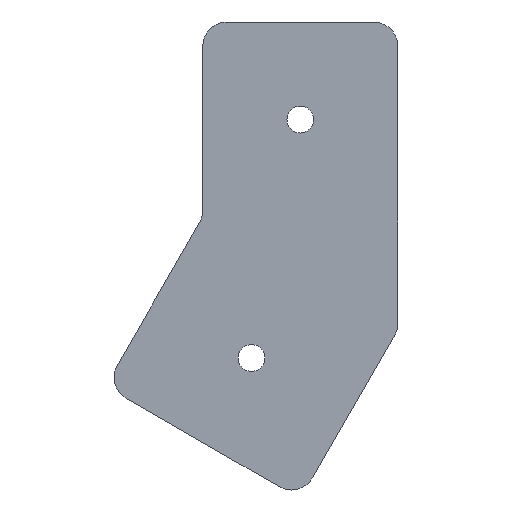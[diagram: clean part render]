
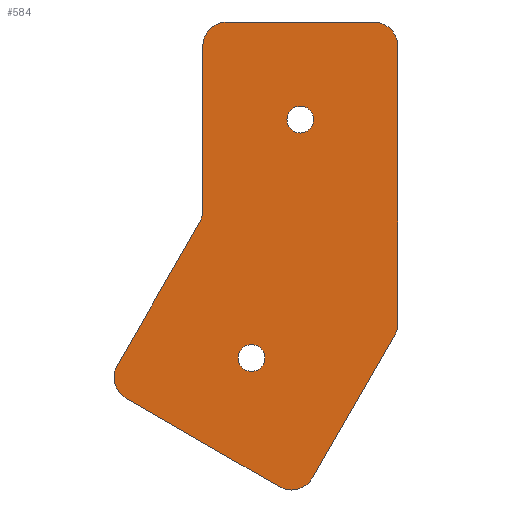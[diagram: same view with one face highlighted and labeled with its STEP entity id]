
A CAD part, front view. The second image highlights one B-rep face of the part: STEP entity #584.
In plain terms, the highlighted planar face has unit normal (0, -1, 0).
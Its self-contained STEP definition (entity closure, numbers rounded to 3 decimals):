
#5 = CIRCLE ( 'NONE', #61, 2.75 ) ;
#6 = VECTOR ( 'NONE', #613, 1000. ) ;
#11 = VERTEX_POINT ( 'NONE', #393 ) ;
#13 = DIRECTION ( 'NONE',  ( -0.866, 0., 0.5 ) ) ;
#15 = DIRECTION ( 'NONE',  ( 0., 1., 0. ) ) ;
#16 = ORIENTED_EDGE ( 'NONE', *, *, #278, .F. ) ;
#17 = EDGE_CURVE ( 'NONE', #614, #92, #583, .T. ) ;
#25 = ORIENTED_EDGE ( 'NONE', *, *, #86, .T. ) ;
#42 = DIRECTION ( 'NONE',  ( 1., 0., 0. ) ) ;
#44 = CARTESIAN_POINT ( 'NONE',  ( 0., 0., 0. ) ) ;
#47 = DIRECTION ( 'NONE',  ( 0., 0., -1. ) ) ;
#49 = CIRCLE ( 'NONE', #598, 5. ) ;
#59 = DIRECTION ( 'NONE',  ( 0., 0., 1. ) ) ;
#60 = EDGE_LOOP ( 'NONE', ( #430, #71, #355, #238, #567, #563, #284, #509, #419, #434, #16, #605 ) ) ;
#61 = AXIS2_PLACEMENT_3D ( 'NONE', #122, #15, #262 ) ;
#62 = VECTOR ( 'NONE', #252, 1000. ) ;
#64 = VERTEX_POINT ( 'NONE', #316 ) ;
#70 = LINE ( 'NONE', #44, #174 ) ;
#71 = ORIENTED_EDGE ( 'NONE', *, *, #243, .T. ) ;
#73 = AXIS2_PLACEMENT_3D ( 'NONE', #135, #334, #418 ) ;
#76 = CARTESIAN_POINT ( 'NONE',  ( 40., 0., -61.754 ) ) ;
#78 = DIRECTION ( 'NONE',  ( 0., 0., -1. ) ) ;
#83 = DIRECTION ( 'NONE',  ( 0., 0., -1. ) ) ;
#85 = VERTEX_POINT ( 'NONE', #459 ) ;
#86 = EDGE_CURVE ( 'NONE', #375, #397, #5, .T. ) ;
#88 = CARTESIAN_POINT ( 'NONE',  ( 0., 0., -40. ) ) ;
#89 = VERTEX_POINT ( 'NONE', #76 ) ;
#92 = VERTEX_POINT ( 'NONE', #411 ) ;
#93 = AXIS2_PLACEMENT_3D ( 'NONE', #579, #300, #59 ) ;
#94 = EDGE_CURVE ( 'NONE', #614, #85, #49, .T. ) ;
#105 = CARTESIAN_POINT ( 'NONE',  ( 35., 0., 0. ) ) ;
#120 = DIRECTION ( 'NONE',  ( 0., 0., -1. ) ) ;
#121 = CARTESIAN_POINT ( 'NONE',  ( 15.67, 0., -95.235 ) ) ;
#122 = CARTESIAN_POINT ( 'NONE',  ( 10., 0., -68.868 ) ) ;
#124 = CIRCLE ( 'NONE', #492, 2.75 ) ;
#129 = DIRECTION ( 'NONE',  ( -0.5, 0., -0.866 ) ) ;
#131 = CIRCLE ( 'NONE', #157, 5. ) ;
#134 = VECTOR ( 'NONE', #47, 1000. ) ;
#135 = CARTESIAN_POINT ( 'NONE',  ( 0., 0., 0. ) ) ;
#138 = EDGE_CURVE ( 'NONE', #572, #11, #620, .T. ) ;
#143 = EDGE_CURVE ( 'NONE', #397, #375, #539, .T. ) ;
#146 = CIRCLE ( 'NONE', #93, 2.75 ) ;
#150 = PLANE ( 'NONE',  #73 ) ;
#151 = CARTESIAN_POINT ( 'NONE',  ( 0., 0., 0. ) ) ;
#153 = CARTESIAN_POINT ( 'NONE',  ( 35., 0., -61.754 ) ) ;
#155 = EDGE_CURVE ( 'NONE', #295, #271, #70, .T. ) ;
#157 = AXIS2_PLACEMENT_3D ( 'NONE', #551, #473, #328 ) ;
#158 = CIRCLE ( 'NONE', #499, 5. ) ;
#164 = EDGE_CURVE ( 'NONE', #295, #64, #131, .T. ) ;
#172 = DIRECTION ( 'NONE',  ( 0., 0., -1. ) ) ;
#174 = VECTOR ( 'NONE', #42, 1000. ) ;
#197 = VECTOR ( 'NONE', #129, 1000. ) ;
#199 = DIRECTION ( 'NONE',  ( 0., 1., 0. ) ) ;
#205 = CARTESIAN_POINT ( 'NONE',  ( 5., 0., 0. ) ) ;
#207 = AXIS2_PLACEMENT_3D ( 'NONE', #358, #541, #172 ) ;
#210 = VERTEX_POINT ( 'NONE', #517 ) ;
#215 = DIRECTION ( 'NONE',  ( 0., -1., 0. ) ) ;
#219 = VERTEX_POINT ( 'NONE', #374 ) ;
#236 = DIRECTION ( 'NONE',  ( 0., -1., 0. ) ) ;
#238 = ORIENTED_EDGE ( 'NONE', *, *, #94, .T. ) ;
#243 = EDGE_CURVE ( 'NONE', #219, #92, #590, .T. ) ;
#252 = DIRECTION ( 'NONE',  ( 0., 0., 1. ) ) ;
#255 = CARTESIAN_POINT ( 'NONE',  ( 39.33, 0., -64.254 ) ) ;
#262 = DIRECTION ( 'NONE',  ( 0., 0., -1. ) ) ;
#271 = VERTEX_POINT ( 'NONE', #105 ) ;
#278 = EDGE_CURVE ( 'NONE', #572, #64, #289, .T. ) ;
#281 = AXIS2_PLACEMENT_3D ( 'NONE', #153, #319, #483 ) ;
#282 = VERTEX_POINT ( 'NONE', #486 ) ;
#283 = CARTESIAN_POINT ( 'NONE',  ( -13.17, 0., -72.811 ) ) ;
#284 = ORIENTED_EDGE ( 'NONE', *, *, #376, .F. ) ;
#289 = LINE ( 'NONE', #151, #62 ) ;
#295 = VERTEX_POINT ( 'NONE', #205 ) ;
#300 = DIRECTION ( 'NONE',  ( 0., 1., 0. ) ) ;
#316 = CARTESIAN_POINT ( 'NONE',  ( 0., 0., -5. ) ) ;
#319 = DIRECTION ( 'NONE',  ( 0., -1., 0. ) ) ;
#324 = EDGE_CURVE ( 'NONE', #282, #520, #146, .T. ) ;
#328 = DIRECTION ( 'NONE',  ( 0., 0., -1. ) ) ;
#334 = DIRECTION ( 'NONE',  ( 0., -1., 0. ) ) ;
#336 = EDGE_LOOP ( 'NONE', ( #454, #25 ) ) ;
#349 = CARTESIAN_POINT ( 'NONE',  ( 18.17, 0., -90.905 ) ) ;
#355 = ORIENTED_EDGE ( 'NONE', *, *, #17, .F. ) ;
#358 = CARTESIAN_POINT ( 'NONE',  ( 10., 0., -68.868 ) ) ;
#365 = FACE_BOUND ( 'NONE', #402, .T. ) ;
#374 = CARTESIAN_POINT ( 'NONE',  ( -17.5, 0., -70.311 ) ) ;
#375 = VERTEX_POINT ( 'NONE', #475 ) ;
#376 = EDGE_CURVE ( 'NONE', #210, #89, #436, .T. ) ;
#379 = VERTEX_POINT ( 'NONE', #255 ) ;
#380 = CARTESIAN_POINT ( 'NONE',  ( 0., 0., -38.66 ) ) ;
#381 = DIRECTION ( 'NONE',  ( 0., 0., 1. ) ) ;
#384 = CARTESIAN_POINT ( 'NONE',  ( 20., 0., -20. ) ) ;
#390 = ORIENTED_EDGE ( 'NONE', *, *, #394, .T. ) ;
#393 = CARTESIAN_POINT ( 'NONE',  ( -0.67, 0., -41.16 ) ) ;
#394 = EDGE_CURVE ( 'NONE', #520, #282, #124, .T. ) ;
#395 = DIRECTION ( 'NONE',  ( 0., -1., 0. ) ) ;
#397 = VERTEX_POINT ( 'NONE', #574 ) ;
#402 = EDGE_LOOP ( 'NONE', ( #444, #390 ) ) ;
#411 = CARTESIAN_POINT ( 'NONE',  ( -15.67, 0., -77.141 ) ) ;
#418 = DIRECTION ( 'NONE',  ( 0., 0., -1. ) ) ;
#419 = ORIENTED_EDGE ( 'NONE', *, *, #155, .F. ) ;
#423 = CARTESIAN_POINT ( 'NONE',  ( 20., 0., -97.735 ) ) ;
#430 = ORIENTED_EDGE ( 'NONE', *, *, #561, .F. ) ;
#434 = ORIENTED_EDGE ( 'NONE', *, *, #164, .T. ) ;
#436 = LINE ( 'NONE', #489, #134 ) ;
#444 = ORIENTED_EDGE ( 'NONE', *, *, #324, .T. ) ;
#446 = CARTESIAN_POINT ( 'NONE',  ( -20., 0., -74.641 ) ) ;
#454 = ORIENTED_EDGE ( 'NONE', *, *, #143, .T. ) ;
#459 = CARTESIAN_POINT ( 'NONE',  ( 22.5, 0., -93.405 ) ) ;
#473 = DIRECTION ( 'NONE',  ( 0., -1., 0. ) ) ;
#475 = CARTESIAN_POINT ( 'NONE',  ( 10., 0., -71.618 ) ) ;
#478 = CARTESIAN_POINT ( 'NONE',  ( 20., 0., -17.25 ) ) ;
#483 = DIRECTION ( 'NONE',  ( 0., 0., -1. ) ) ;
#486 = CARTESIAN_POINT ( 'NONE',  ( 20., 0., -22.75 ) ) ;
#489 = CARTESIAN_POINT ( 'NONE',  ( 40., 0., 0. ) ) ;
#492 = AXIS2_PLACEMENT_3D ( 'NONE', #384, #199, #381 ) ;
#499 = AXIS2_PLACEMENT_3D ( 'NONE', #521, #395, #586 ) ;
#500 = EDGE_CURVE ( 'NONE', #379, #85, #505, .T. ) ;
#505 = LINE ( 'NONE', #423, #197 ) ;
#509 = ORIENTED_EDGE ( 'NONE', *, *, #593, .T. ) ;
#517 = CARTESIAN_POINT ( 'NONE',  ( 40., 0., -5. ) ) ;
#520 = VERTEX_POINT ( 'NONE', #478 ) ;
#521 = CARTESIAN_POINT ( 'NONE',  ( 35., 0., -5. ) ) ;
#523 = EDGE_CURVE ( 'NONE', #379, #89, #540, .T. ) ;
#539 = CIRCLE ( 'NONE', #207, 2.75 ) ;
#540 = CIRCLE ( 'NONE', #281, 5. ) ;
#541 = DIRECTION ( 'NONE',  ( 0., 1., 0. ) ) ;
#551 = CARTESIAN_POINT ( 'NONE',  ( 5., 0., -5. ) ) ;
#552 = FACE_OUTER_BOUND ( 'NONE', #60, .T. ) ;
#554 = FACE_BOUND ( 'NONE', #336, .T. ) ;
#561 = EDGE_CURVE ( 'NONE', #219, #11, #602, .T. ) ;
#563 = ORIENTED_EDGE ( 'NONE', *, *, #523, .T. ) ;
#567 = ORIENTED_EDGE ( 'NONE', *, *, #500, .F. ) ;
#572 = VERTEX_POINT ( 'NONE', #380 ) ;
#574 = CARTESIAN_POINT ( 'NONE',  ( 10., 0., -66.118 ) ) ;
#577 = VECTOR ( 'NONE', #13, 1000. ) ;
#579 = CARTESIAN_POINT ( 'NONE',  ( 20., 0., -20. ) ) ;
#583 = LINE ( 'NONE', #446, #577 ) ;
#584 = ADVANCED_FACE ( 'NONE', ( #552, #365, #554 ), #150, .T. ) ;
#586 = DIRECTION ( 'NONE',  ( 0., 0., -1. ) ) ;
#589 = AXIS2_PLACEMENT_3D ( 'NONE', #591, #597, #120 ) ;
#590 = CIRCLE ( 'NONE', #621, 5. ) ;
#591 = CARTESIAN_POINT ( 'NONE',  ( -5., 0., -38.66 ) ) ;
#593 = EDGE_CURVE ( 'NONE', #210, #271, #158, .T. ) ;
#597 = DIRECTION ( 'NONE',  ( 0., 1., 0. ) ) ;
#598 = AXIS2_PLACEMENT_3D ( 'NONE', #349, #215, #78 ) ;
#602 = LINE ( 'NONE', #88, #6 ) ;
#605 = ORIENTED_EDGE ( 'NONE', *, *, #138, .T. ) ;
#613 = DIRECTION ( 'NONE',  ( 0.5, 0., 0.866 ) ) ;
#614 = VERTEX_POINT ( 'NONE', #121 ) ;
#620 = CIRCLE ( 'NONE', #589, 5. ) ;
#621 = AXIS2_PLACEMENT_3D ( 'NONE', #283, #236, #83 ) ;
